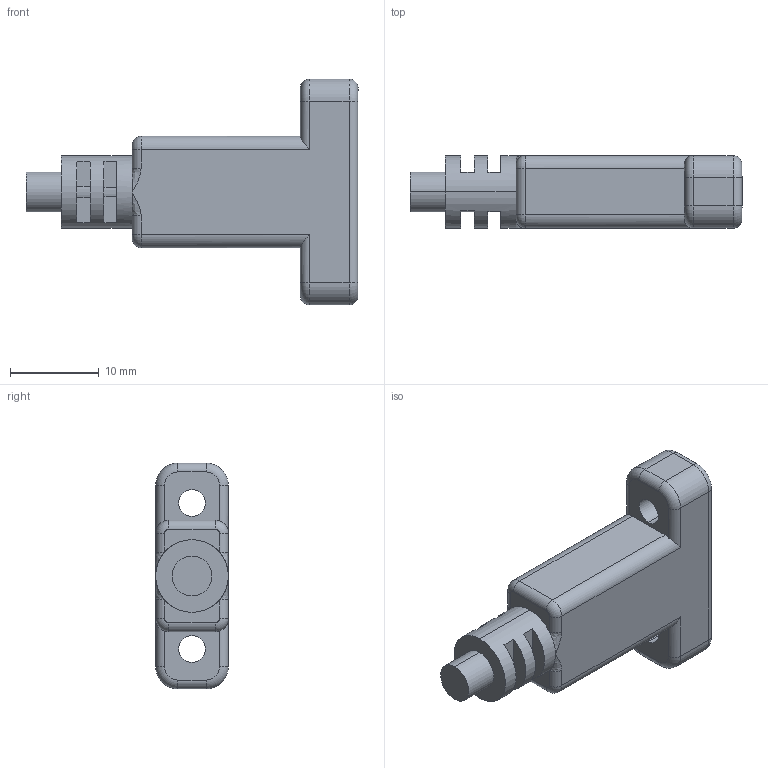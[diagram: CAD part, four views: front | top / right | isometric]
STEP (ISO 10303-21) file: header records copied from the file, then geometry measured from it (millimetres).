
FILE_DESCRIPTION (( 'STEP AP214' ), '1' );
FILE_NAME ('Type-C Ext CBL - FEMALE +conn.STEP', '2022-06-25T14:27:00', ( '' ), ( '' ), 'SwSTEP 2.0', 'SolidWorks 2020', '' );
FILE_SCHEMA (( 'AUTOMOTIVE_DESIGN' ));
Length unit declared in the file: millimetre
Products named in the file (1): Type-C Ext CBL - FEMALE +conn
Bounding box: 37.5 x 8.2 x 25.5 mm (x, y, z)
Volume: 3566.4 mm3; surface area: 2723.4 mm2
Topology: 2 solids, 2 shells, 569 faces, 1550 edges, 1018 vertices
Faces by surface type: plane 371, cylinder 178, torus 16, bspline 4
Entity records: 24482 total; most frequent: CARTESIAN_POINT 3449, ORIENTED_EDGE 3092, DIRECTION 3060, EDGE_CURVE 1546, VECTOR 1138, LINE 1138, VERTEX_POINT 1018, AXIS2_PLACEMENT_3D 961
